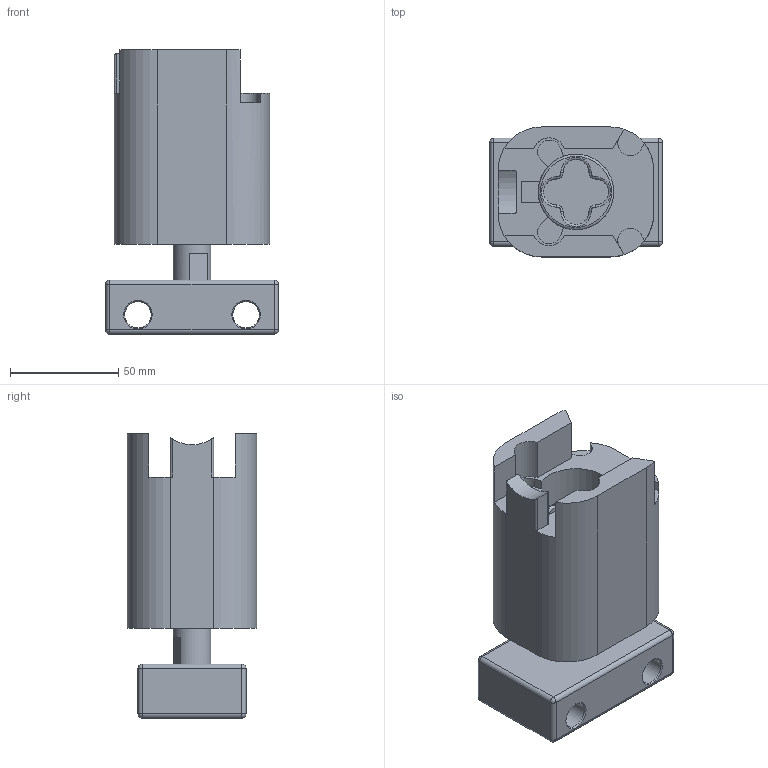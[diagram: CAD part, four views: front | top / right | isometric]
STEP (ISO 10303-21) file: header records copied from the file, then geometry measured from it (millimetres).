
FILE_DESCRIPTION(/* description */ (''),/* implementation_level */ '2;1');
FILE_NAME(/* name */ 'Outillage Vanne ByPass opti.stp',/* time_stamp */ '2024-07-02T14:22:39+02:00',/* author */ (''),/* organization */ (''),/* preprocessor_version */ 'ST-DEVELOPER v16',/* originating_system */ 'SIEMENS PLM Software NX 10.0',/* authorisation */ '');
FILE_SCHEMA (('AUTOMOTIVE_DESIGN { 1 0 10303 214 3 1 1 1 }'));
Length unit declared in the file: millimetre
Products named in the file (6): 10040342_A-Grundplatte; 30000978_A-Zylinderschraube-ISO 4762; 30000016_A-Druckfeder_126580ID; Hûlse V3; Grundstempel V3; Outillage Vanne ByPass opti
Assembly tree (5 placements, depth 2):
  Outillage Vanne ByPass opti
    Grundstempel V3
    Hûlse V3
    30000016_A-Druckfeder_126580ID
    30000978_A-Zylinderschraube-ISO 4762
    10040342_A-Grundplatte
Bounding box: 80 x 60 x 131.5 mm (x, y, z)
Volume: 327606.3 mm3; surface area: 78979.2 mm2
Topology: 4 solids, 5 shells, 171 faces, 414 edges, 250 vertices
Faces by surface type: plane 74, cylinder 59, cone 15, torus 14, sphere 8, bspline 1
Full cylindrical faces by diameter (mm): 10 x1, 11 x1, 12.2 x2, 16 x1, 17.5 x3, 18 x1, 25.5 x1, 26 x1, 35 x2
Entity records: 5074 total; most frequent: CARTESIAN_POINT 1126, DIRECTION 842, ORIENTED_EDGE 716, EDGE_CURVE 358, AXIS2_PLACEMENT_3D 331, VERTEX_POINT 238, EDGE_LOOP 219, LINE 180
